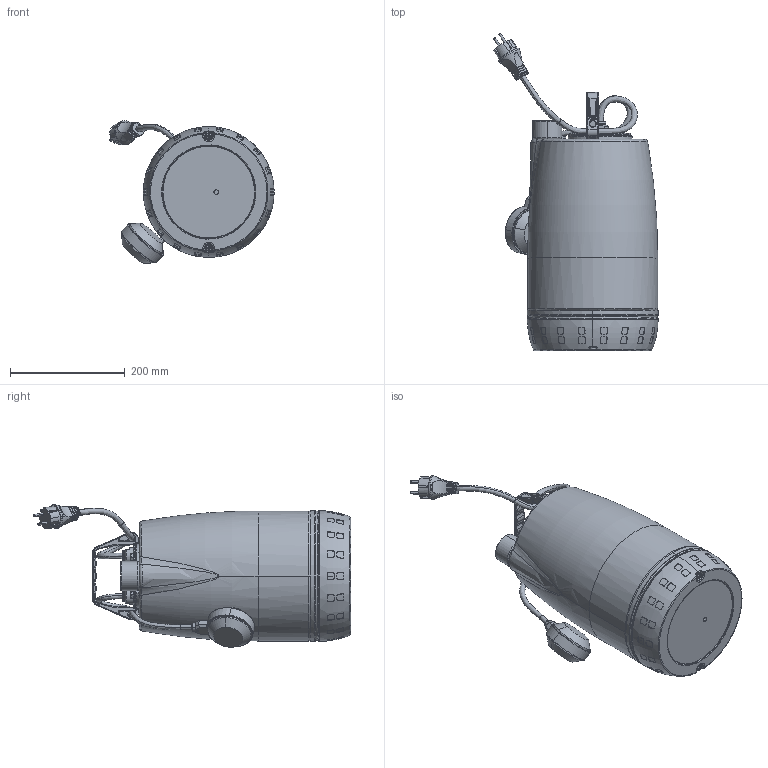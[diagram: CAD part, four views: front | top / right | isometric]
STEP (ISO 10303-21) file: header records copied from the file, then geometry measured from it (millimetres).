
FILE_DESCRIPTION (( 'STEP AP214' ), '1' );
FILE_NAME ('4_93_601_10_REV00.step', '2021-12-09T10:20:41', ( '' ), ( '' ), 'SwSTEP 2.0', 'SolidWorks 2020', '' );
FILE_SCHEMA (( 'AUTOMOTIVE_DESIGN' ));
Length unit declared in the file: millimetre
Products named in the file (1): 4_93_601_10_REV00
Bounding box: 286.33 x 552.85 x 248.52 mm (x, y, z)
Volume: 14854981.3 mm3; surface area: 563685 mm2
Topology: 24 solids, 25 shells, 1907 faces, 4853 edges, 3007 vertices
Faces by surface type: cylinder 654, plane 643, bspline 465, cone 76, torus 61, sphere 8
Entity records: 142897 total; most frequent: CARTESIAN_POINT 81512, ORIENTED_EDGE 9594, DIRECTION 6140, EDGE_CURVE 4797, VERTEX_POINT 3007, B_SPLINE_CURVE_WITH_KNOTS 2170, AXIS2_PLACEMENT_3D 2134, EDGE_LOOP 2010
